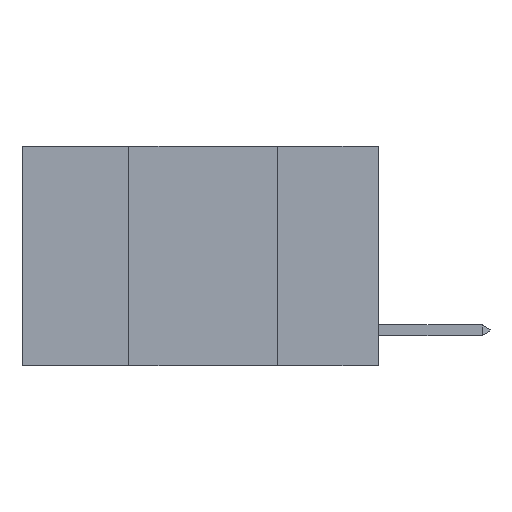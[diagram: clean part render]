
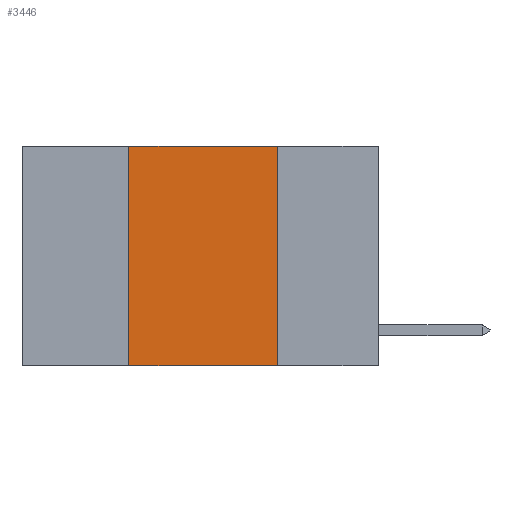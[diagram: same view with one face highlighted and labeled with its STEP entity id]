
A CAD part, left-side view. The second image highlights one B-rep face of the part: STEP entity #3446.
In plain terms, the highlighted planar face has unit normal (-1, 0, 0).
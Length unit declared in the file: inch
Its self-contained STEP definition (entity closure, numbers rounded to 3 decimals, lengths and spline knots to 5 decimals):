
#86 = CARTESIAN_POINT ( 'NONE',  ( 0., 0.42, 0. ) ) ;
#261 = CARTESIAN_POINT ( 'NONE',  ( 0., 0.42, 0. ) ) ;
#475 = CARTESIAN_POINT ( 'NONE',  ( 0., 0.17, 0. ) ) ;
#1569 = LINE ( 'NONE', #9877, #9399 ) ;
#1931 = DIRECTION ( 'NONE',  ( 0., 0., -1. ) ) ;
#2275 = CARTESIAN_POINT ( 'NONE',  ( 0., 0.6, 0. ) ) ;
#3446 = ADVANCED_FACE ( 'NONE', ( #9864 ), #12453, .F. ) ;
#3909 = EDGE_CURVE ( 'NONE', #4881, #11396, #13455, .T. ) ;
#4534 = EDGE_LOOP ( 'NONE', ( #11152, #14910, #12921, #7429 ) ) ;
#4881 = VERTEX_POINT ( 'NONE', #8235 ) ;
#4899 = DIRECTION ( 'NONE',  ( 0., 0., 1. ) ) ;
#5126 = LINE ( 'NONE', #261, #12612 ) ;
#5846 = VECTOR ( 'NONE', #1931, 39.37008 ) ;
#6194 = DIRECTION ( 'NONE',  ( 0., -1., 0. ) ) ;
#7429 = ORIENTED_EDGE ( 'NONE', *, *, #8089, .T. ) ;
#7554 = DIRECTION ( 'NONE',  ( 0., 0., -1. ) ) ;
#8089 = EDGE_CURVE ( 'NONE', #10664, #11396, #1569, .T. ) ;
#8150 = CARTESIAN_POINT ( 'NONE',  ( 0., 0.17, -0.37 ) ) ;
#8235 = CARTESIAN_POINT ( 'NONE',  ( 0., 0.17, 0. ) ) ;
#8703 = DIRECTION ( 'NONE',  ( 1., 0., 0. ) ) ;
#8778 = VECTOR ( 'NONE', #11650, 39.37008 ) ;
#9002 = AXIS2_PLACEMENT_3D ( 'NONE', #14535, #8703, #7554 ) ;
#9399 = VECTOR ( 'NONE', #6194, 39.37008 ) ;
#9864 = FACE_OUTER_BOUND ( 'NONE', #4534, .T. ) ;
#9877 = CARTESIAN_POINT ( 'NONE',  ( 0., 0.6, -0.37 ) ) ;
#10664 = VERTEX_POINT ( 'NONE', #14399 ) ;
#11152 = ORIENTED_EDGE ( 'NONE', *, *, #3909, .F. ) ;
#11396 = VERTEX_POINT ( 'NONE', #8150 ) ;
#11650 = DIRECTION ( 'NONE',  ( 0., -1., 0. ) ) ;
#12298 = EDGE_CURVE ( 'NONE', #10664, #12542, #5126, .T. ) ;
#12453 = PLANE ( 'NONE',  #9002 ) ;
#12542 = VERTEX_POINT ( 'NONE', #86 ) ;
#12612 = VECTOR ( 'NONE', #4899, 39.37008 ) ;
#12921 = ORIENTED_EDGE ( 'NONE', *, *, #12298, .F. ) ;
#13455 = LINE ( 'NONE', #475, #5846 ) ;
#14399 = CARTESIAN_POINT ( 'NONE',  ( 0., 0.42, -0.37 ) ) ;
#14535 = CARTESIAN_POINT ( 'NONE',  ( 0., 0.6, 0. ) ) ;
#14834 = EDGE_CURVE ( 'NONE', #12542, #4881, #14943, .T. ) ;
#14910 = ORIENTED_EDGE ( 'NONE', *, *, #14834, .F. ) ;
#14943 = LINE ( 'NONE', #2275, #8778 ) ;
